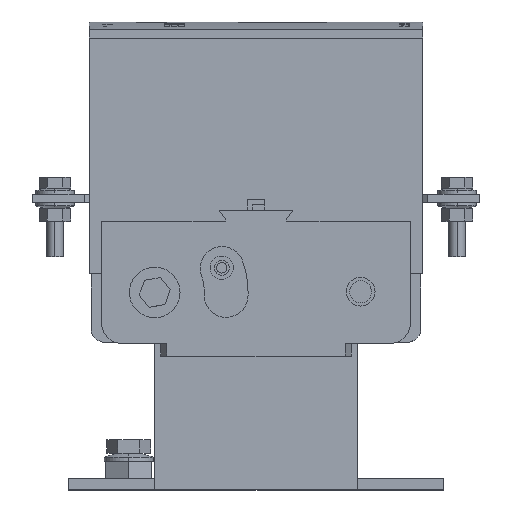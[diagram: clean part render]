
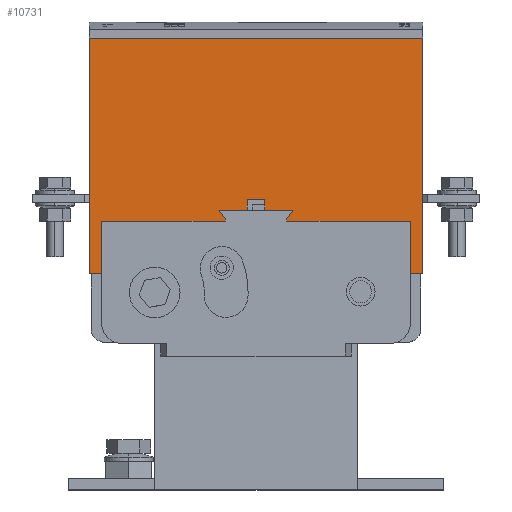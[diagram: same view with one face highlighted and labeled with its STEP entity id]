
A CAD part, top view. The second image highlights one B-rep face of the part: STEP entity #10731.
In plain terms, the highlighted planar face has unit normal (0, 0, 1).
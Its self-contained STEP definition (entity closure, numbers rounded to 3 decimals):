
#953 = CARTESIAN_POINT ( 'NONE',  ( -13.5, 102., 51. ) ) ;
#1426 = DIRECTION ( 'NONE',  ( 0., 1., 0. ) ) ;
#2071 = DIRECTION ( 'NONE',  ( 0.6, 0.8, 0. ) ) ;
#2366 = VERTEX_POINT ( 'NONE', #23240 ) ;
#2695 = VERTEX_POINT ( 'NONE', #14707 ) ;
#3240 = ORIENTED_EDGE ( 'NONE', *, *, #40126, .T. ) ;
#6109 = DIRECTION ( 'NONE',  ( 1., 0., 0. ) ) ;
#6628 = VECTOR ( 'NONE', #23226, 1000. ) ;
#8048 = CARTESIAN_POINT ( 'NONE',  ( 11.25, 99., 51. ) ) ;
#8197 = VECTOR ( 'NONE', #21281, 1000. ) ;
#8485 = CARTESIAN_POINT ( 'NONE',  ( -56.5, 98., 51. ) ) ;
#9756 = ORIENTED_EDGE ( 'NONE', *, *, #39901, .T. ) ;
#9818 = LINE ( 'NONE', #21250, #20949 ) ;
#9930 = CARTESIAN_POINT ( 'NONE',  ( -11.25, 0., 51. ) ) ;
#10253 = CARTESIAN_POINT ( 'NONE',  ( 0., 165., 51. ) ) ;
#10731 = ADVANCED_FACE ( 'NONE', ( #49432 ), #32433, .F. ) ;
#10904 = DIRECTION ( 'NONE',  ( 1., 0., 0. ) ) ;
#11770 = ORIENTED_EDGE ( 'NONE', *, *, #39802, .F. ) ;
#12433 = LINE ( 'NONE', #8485, #33406 ) ;
#13498 = VERTEX_POINT ( 'NONE', #16363 ) ;
#13618 = ORIENTED_EDGE ( 'NONE', *, *, #44998, .F. ) ;
#13745 = VECTOR ( 'NONE', #20367, 1000. ) ;
#14135 = DIRECTION ( 'NONE',  ( 0., 1., 0. ) ) ;
#14707 = CARTESIAN_POINT ( 'NONE',  ( -56.5, 79., 51. ) ) ;
#15349 = VERTEX_POINT ( 'NONE', #50565 ) ;
#15419 = VECTOR ( 'NONE', #29947, 1000. ) ;
#15687 = VECTOR ( 'NONE', #1426, 1000. ) ;
#15731 = ORIENTED_EDGE ( 'NONE', *, *, #39649, .F. ) ;
#16029 = VECTOR ( 'NONE', #10904, 1000. ) ;
#16354 = VECTOR ( 'NONE', #44181, 1000. ) ;
#16363 = CARTESIAN_POINT ( 'NONE',  ( -61., 165., 51. ) ) ;
#16849 = DIRECTION ( 'NONE',  ( 0., -1., 0. ) ) ;
#17661 = LINE ( 'NONE', #35854, #16354 ) ;
#18602 = CARTESIAN_POINT ( 'NONE',  ( -61., 79., 51. ) ) ;
#18985 = CARTESIAN_POINT ( 'NONE',  ( -61., 0., 51. ) ) ;
#19886 = VECTOR ( 'NONE', #6109, 1000. ) ;
#20367 = DIRECTION ( 'NONE',  ( -1., 0., 0. ) ) ;
#20949 = VECTOR ( 'NONE', #25311, 1000. ) ;
#20982 = ORIENTED_EDGE ( 'NONE', *, *, #45700, .T. ) ;
#21232 = LINE ( 'NONE', #9930, #42179 ) ;
#21250 = CARTESIAN_POINT ( 'NONE',  ( 56.5, 98., 51. ) ) ;
#21281 = DIRECTION ( 'NONE',  ( -0.6, 0.8, 0. ) ) ;
#21288 = LINE ( 'NONE', #31418, #32448 ) ;
#22006 = DIRECTION ( 'NONE',  ( -1., 0., 0. ) ) ;
#22744 = VERTEX_POINT ( 'NONE', #33581 ) ;
#23226 = DIRECTION ( 'NONE',  ( 0., 1., 0. ) ) ;
#23240 = CARTESIAN_POINT ( 'NONE',  ( -11.25, 99., 51. ) ) ;
#24843 = ORIENTED_EDGE ( 'NONE', *, *, #45845, .T. ) ;
#25311 = DIRECTION ( 'NONE',  ( 0., -1., 0. ) ) ;
#28065 = VERTEX_POINT ( 'NONE', #41993 ) ;
#28110 = ORIENTED_EDGE ( 'NONE', *, *, #45912, .F. ) ;
#28271 = CARTESIAN_POINT ( 'NONE',  ( -56.5, 98., 51. ) ) ;
#28628 = CARTESIAN_POINT ( 'NONE',  ( 0., 79., 51. ) ) ;
#28785 = ORIENTED_EDGE ( 'NONE', *, *, #45773, .F. ) ;
#29144 = CARTESIAN_POINT ( 'NONE',  ( 13.5, 102., 51. ) ) ;
#29467 = LINE ( 'NONE', #42822, #50254 ) ;
#29897 = VERTEX_POINT ( 'NONE', #33450 ) ;
#29947 = DIRECTION ( 'NONE',  ( 0., 1., 0. ) ) ;
#30008 = VERTEX_POINT ( 'NONE', #39300 ) ;
#31151 = AXIS2_PLACEMENT_3D ( 'NONE', #32155, #32106, #32091 ) ;
#31418 = CARTESIAN_POINT ( 'NONE',  ( -40.32, 30.24, 51. ) ) ;
#32091 = DIRECTION ( 'NONE',  ( -1., 0., 0. ) ) ;
#32106 = DIRECTION ( 'NONE',  ( 0., 0., -1. ) ) ;
#32155 = CARTESIAN_POINT ( 'NONE',  ( 56.5, 60.9, 51. ) ) ;
#32433 = PLANE ( 'NONE',  #31151 ) ;
#32448 = VECTOR ( 'NONE', #2071, 1000. ) ;
#33390 = ORIENTED_EDGE ( 'NONE', *, *, #45975, .T. ) ;
#33406 = VECTOR ( 'NONE', #16849, 1000. ) ;
#33450 = CARTESIAN_POINT ( 'NONE',  ( -11.25, 98., 51. ) ) ;
#33581 = CARTESIAN_POINT ( 'NONE',  ( 11.25, 98., 51. ) ) ;
#35408 = ORIENTED_EDGE ( 'NONE', *, *, #40858, .F. ) ;
#35854 = CARTESIAN_POINT ( 'NONE',  ( -56.5, 98., 51. ) ) ;
#35986 = ORIENTED_EDGE ( 'NONE', *, *, #45830, .F. ) ;
#36059 = LINE ( 'NONE', #28628, #13745 ) ;
#36461 = VERTEX_POINT ( 'NONE', #8048 ) ;
#36896 = CARTESIAN_POINT ( 'NONE',  ( 56.5, 79., 51. ) ) ;
#38941 = CARTESIAN_POINT ( 'NONE',  ( 11.25, 0., 51. ) ) ;
#39136 = VERTEX_POINT ( 'NONE', #29144 ) ;
#39300 = CARTESIAN_POINT ( 'NONE',  ( 61., 79., 51. ) ) ;
#39649 = EDGE_CURVE ( 'NONE', #22744, #36461, #47372, .T. ) ;
#39802 = EDGE_CURVE ( 'NONE', #36461, #39136, #21288, .T. ) ;
#39901 = EDGE_CURVE ( 'NONE', #42209, #39136, #49313, .T. ) ;
#39978 = LINE ( 'NONE', #18985, #6628 ) ;
#40003 = VERTEX_POINT ( 'NONE', #36896 ) ;
#40126 = EDGE_CURVE ( 'NONE', #2366, #42209, #51215, .T. ) ;
#40295 = EDGE_CURVE ( 'NONE', #29897, #2366, #21232, .T. ) ;
#40858 = EDGE_CURVE ( 'NONE', #13498, #15349, #42129, .T. ) ;
#41993 = CARTESIAN_POINT ( 'NONE',  ( -56.5, 98., 51. ) ) ;
#42129 = LINE ( 'NONE', #10253, #19886 ) ;
#42133 = CARTESIAN_POINT ( 'NONE',  ( 40.32, 30.24, 51. ) ) ;
#42179 = VECTOR ( 'NONE', #14135, 1000. ) ;
#42209 = VERTEX_POINT ( 'NONE', #953 ) ;
#42815 = CARTESIAN_POINT ( 'NONE',  ( 56.5, 98., 51. ) ) ;
#42822 = CARTESIAN_POINT ( 'NONE',  ( 0., 79., 51. ) ) ;
#42914 = EDGE_LOOP ( 'NONE', ( #13618, #28785, #35986, #48206, #52765, #3240, #9756, #11770, #15731, #20982, #24843, #28110, #33390, #35408 ) ) ;
#43259 = VERTEX_POINT ( 'NONE', #42815 ) ;
#44181 = DIRECTION ( 'NONE',  ( 1., 0., 0. ) ) ;
#44338 = CARTESIAN_POINT ( 'NONE',  ( 0., 102., 51. ) ) ;
#44998 = EDGE_CURVE ( 'NONE', #50866, #13498, #39978, .T. ) ;
#45012 = EDGE_CURVE ( 'NONE', #28065, #29897, #17661, .T. ) ;
#45700 = EDGE_CURVE ( 'NONE', #22744, #43259, #52219, .T. ) ;
#45773 = EDGE_CURVE ( 'NONE', #2695, #50866, #36059, .T. ) ;
#45830 = EDGE_CURVE ( 'NONE', #28065, #2695, #12433, .T. ) ;
#45845 = EDGE_CURVE ( 'NONE', #43259, #40003, #9818, .T. ) ;
#45912 = EDGE_CURVE ( 'NONE', #30008, #40003, #29467, .T. ) ;
#45975 = EDGE_CURVE ( 'NONE', #30008, #15349, #48974, .T. ) ;
#47372 = LINE ( 'NONE', #38941, #15419 ) ;
#48206 = ORIENTED_EDGE ( 'NONE', *, *, #45012, .T. ) ;
#48974 = LINE ( 'NONE', #51468, #15687 ) ;
#48981 = DIRECTION ( 'NONE',  ( 1., 0., 0. ) ) ;
#49313 = LINE ( 'NONE', #44338, #16029 ) ;
#49432 = FACE_OUTER_BOUND ( 'NONE', #42914, .T. ) ;
#50254 = VECTOR ( 'NONE', #22006, 1000. ) ;
#50565 = CARTESIAN_POINT ( 'NONE',  ( 61., 165., 51. ) ) ;
#50866 = VERTEX_POINT ( 'NONE', #18602 ) ;
#50929 = VECTOR ( 'NONE', #48981, 1000. ) ;
#51215 = LINE ( 'NONE', #42133, #8197 ) ;
#51468 = CARTESIAN_POINT ( 'NONE',  ( 61., 0., 51. ) ) ;
#52219 = LINE ( 'NONE', #28271, #50929 ) ;
#52765 = ORIENTED_EDGE ( 'NONE', *, *, #40295, .T. ) ;
